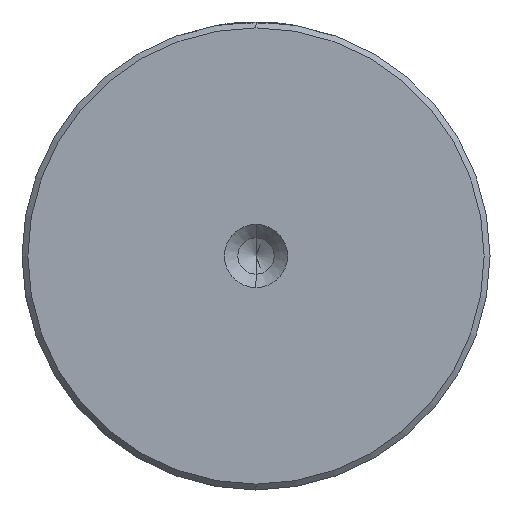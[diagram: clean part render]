
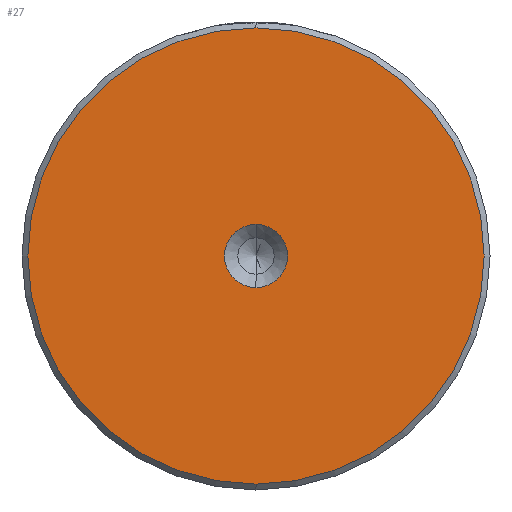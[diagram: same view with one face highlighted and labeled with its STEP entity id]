
A CAD part, left-side view. The second image highlights one B-rep face of the part: STEP entity #27.
In plain terms, the highlighted planar face has unit normal (-1, 0, 0).
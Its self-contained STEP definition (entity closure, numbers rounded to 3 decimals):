
#27 = ADVANCED_FACE ( 'NONE', ( #1866, #1922 ), #551, .T. ) ;
#40 = CARTESIAN_POINT ( 'NONE',  ( 0., 0., 0. ) ) ;
#130 = ORIENTED_EDGE ( 'NONE', *, *, #1860, .F. ) ;
#231 = AXIS2_PLACEMENT_3D ( 'NONE', #40, #1528, #1706 ) ;
#271 = DIRECTION ( 'NONE',  ( 0., 0., 1. ) ) ;
#293 = DIRECTION ( 'NONE',  ( -1., 0., 0. ) ) ;
#346 = DIRECTION ( 'NONE',  ( -1., 0., 0. ) ) ;
#426 = CARTESIAN_POINT ( 'NONE',  ( 0., 0., 0. ) ) ;
#431 = CARTESIAN_POINT ( 'NONE',  ( 0., 0., -19.5 ) ) ;
#551 = PLANE ( 'NONE',  #2442 ) ;
#662 = CARTESIAN_POINT ( 'NONE',  ( 0., 0., 0. ) ) ;
#787 = CARTESIAN_POINT ( 'NONE',  ( 0., 0., 19.5 ) ) ;
#823 = EDGE_LOOP ( 'NONE', ( #1239, #1831 ) ) ;
#862 = DIRECTION ( 'NONE',  ( 0., 0., 1. ) ) ;
#885 = EDGE_CURVE ( 'NONE', #1083, #1600, #1353, .T. ) ;
#900 = AXIS2_PLACEMENT_3D ( 'NONE', #1080, #2364, #1275 ) ;
#921 = CIRCLE ( 'NONE', #1573, 19.5 ) ;
#955 = CIRCLE ( 'NONE', #1094, 2.7 ) ;
#1080 = CARTESIAN_POINT ( 'NONE',  ( 0., 0., 0. ) ) ;
#1083 = VERTEX_POINT ( 'NONE', #431 ) ;
#1094 = AXIS2_PLACEMENT_3D ( 'NONE', #1497, #346, #1677 ) ;
#1127 = CIRCLE ( 'NONE', #900, 2.7 ) ;
#1131 = VERTEX_POINT ( 'NONE', #1223 ) ;
#1223 = CARTESIAN_POINT ( 'NONE',  ( 0., 0., 2.7 ) ) ;
#1239 = ORIENTED_EDGE ( 'NONE', *, *, #885, .T. ) ;
#1275 = DIRECTION ( 'NONE',  ( 0., 0., 1. ) ) ;
#1317 = ORIENTED_EDGE ( 'NONE', *, *, #2403, .F. ) ;
#1353 = CIRCLE ( 'NONE', #231, 19.5 ) ;
#1497 = CARTESIAN_POINT ( 'NONE',  ( 0., 0., 0. ) ) ;
#1528 = DIRECTION ( 'NONE',  ( -1., 0., 0. ) ) ;
#1573 = AXIS2_PLACEMENT_3D ( 'NONE', #662, #1967, #862 ) ;
#1600 = VERTEX_POINT ( 'NONE', #787 ) ;
#1676 = EDGE_CURVE ( 'NONE', #1600, #1083, #921, .T. ) ;
#1677 = DIRECTION ( 'NONE',  ( 0., 0., 1. ) ) ;
#1684 = CARTESIAN_POINT ( 'NONE',  ( 0., 0., -2.7 ) ) ;
#1706 = DIRECTION ( 'NONE',  ( 0., 0., 1. ) ) ;
#1831 = ORIENTED_EDGE ( 'NONE', *, *, #1676, .T. ) ;
#1860 = EDGE_CURVE ( 'NONE', #1971, #1131, #1127, .T. ) ;
#1866 = FACE_OUTER_BOUND ( 'NONE', #823, .T. ) ;
#1922 = FACE_BOUND ( 'NONE', #2352, .T. ) ;
#1967 = DIRECTION ( 'NONE',  ( -1., 0., 0. ) ) ;
#1971 = VERTEX_POINT ( 'NONE', #1684 ) ;
#2352 = EDGE_LOOP ( 'NONE', ( #1317, #130 ) ) ;
#2364 = DIRECTION ( 'NONE',  ( -1., 0., 0. ) ) ;
#2403 = EDGE_CURVE ( 'NONE', #1131, #1971, #955, .T. ) ;
#2442 = AXIS2_PLACEMENT_3D ( 'NONE', #426, #293, #271 ) ;
